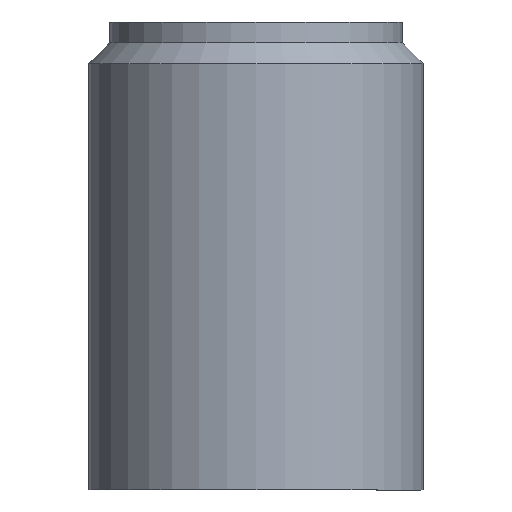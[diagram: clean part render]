
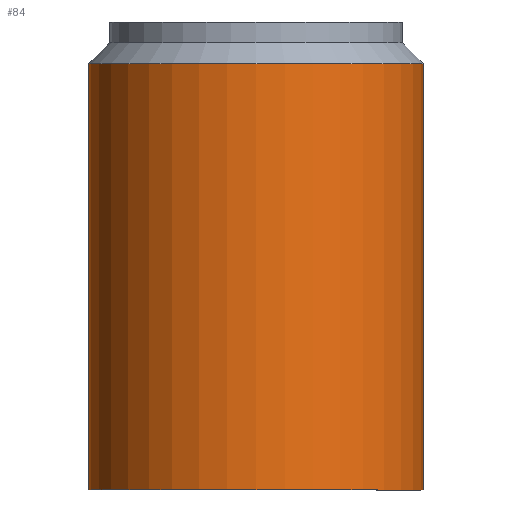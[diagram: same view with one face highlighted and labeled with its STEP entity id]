
A CAD part, front view. The second image highlights one B-rep face of the part: STEP entity #84.
In plain terms, the highlighted cylindrical face has radius 10 mm (diameter 20 mm), a full revolution.
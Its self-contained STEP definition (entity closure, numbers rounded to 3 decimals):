
#22=CYLINDRICAL_SURFACE('',#108,10.);
#29=ORIENTED_EDGE('',*,*,#40,.T.);
#30=ORIENTED_EDGE('',*,*,#37,.T.);
#37=EDGE_CURVE('',#43,#43,#49,.T.);
#40=EDGE_CURVE('',#46,#46,#52,.F.);
#43=VERTEX_POINT('',#148);
#46=VERTEX_POINT('',#156);
#49=CIRCLE('',#104,10.);
#52=CIRCLE('',#109,10.);
#59=EDGE_LOOP('',(#29));
#60=EDGE_LOOP('',(#30));
#71=FACE_BOUND('',#59,.T.);
#72=FACE_BOUND('',#60,.T.);
#84=ADVANCED_FACE('',(#71,#72),#22,.T.);
#104=AXIS2_PLACEMENT_3D('',#147,#122,#123);
#108=AXIS2_PLACEMENT_3D('',#154,#130,#131);
#109=AXIS2_PLACEMENT_3D('',#155,#132,#133);
#122=DIRECTION('',(0.,0.,1.));
#123=DIRECTION('',(1.,0.,0.));
#130=DIRECTION('',(0.,0.,1.));
#131=DIRECTION('',(1.,0.,0.));
#132=DIRECTION('',(0.,0.,1.));
#133=DIRECTION('',(1.,0.,0.));
#147=CARTESIAN_POINT('',(0.,0.,-30.5));
#148=CARTESIAN_POINT('',(10.,0.,-30.5));
#154=CARTESIAN_POINT('',(0.,0.,-30.5));
#155=CARTESIAN_POINT('',(0.,0.,-5.));
#156=CARTESIAN_POINT('',(10.,0.,-5.));
